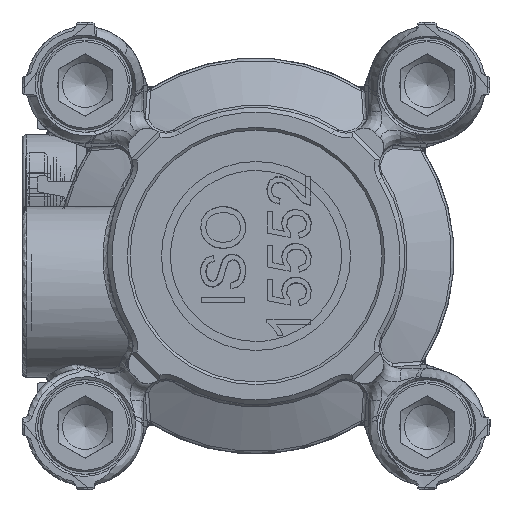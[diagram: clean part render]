
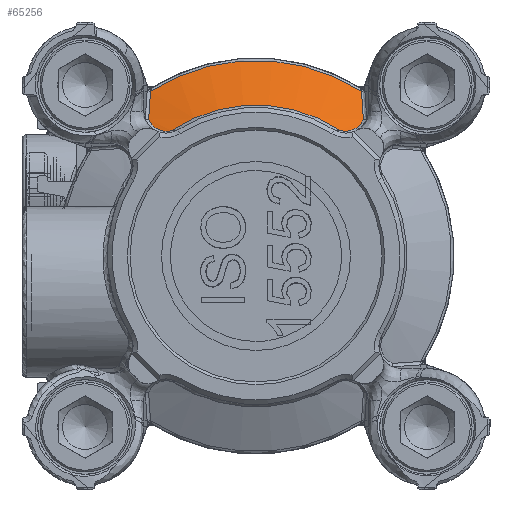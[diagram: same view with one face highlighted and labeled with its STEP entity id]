
A CAD part, front view. The second image highlights one B-rep face of the part: STEP entity #65256.
In plain terms, the highlighted conical face has half-angle 63.5 degrees and reference radius 21.723 mm.
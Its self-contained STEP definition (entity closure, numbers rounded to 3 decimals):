
#2502 = CARTESIAN_POINT ( 'NONE',  ( -11.552, 23.154, 14.577 ) ) ;
#3244 = CARTESIAN_POINT ( 'NONE',  ( 11.024, 22.821, 14.144 ) ) ;
#4413 = CARTESIAN_POINT ( 'NONE',  ( 10.158, 22.449, 13.862 ) ) ;
#6000 = CARTESIAN_POINT ( 'NONE',  ( -10.3, 22.498, 13.882 ) ) ;
#8113 = B_SPLINE_CURVE_WITH_KNOTS ( 'NONE', 3,
 ( #11882, #112704, #29660, #93184 ),
 .UNSPECIFIED., .F., .F.,
 ( 4, 4 ),
 ( 0., 1. ),
 .UNSPECIFIED. ) ;
#8411 = VERTEX_POINT ( 'NONE', #16798 ) ;
#10058 = ORIENTED_EDGE ( 'NONE', *, *, #75709, .F. ) ;
#10753 = DIRECTION ( 'NONE',  ( 0., 0., 1. ) ) ;
#11882 = CARTESIAN_POINT ( 'NONE',  ( 11.925, 23.494, 15.152 ) ) ;
#13226 = CARTESIAN_POINT ( 'NONE',  ( 11.82, 23.369, 14.916 ) ) ;
#14248 = CARTESIAN_POINT ( 'NONE',  ( -10.487, 22.571, 13.923 ) ) ;
#14420 = CARTESIAN_POINT ( 'NONE',  ( 10.303, 22.498, 13.88 ) ) ;
#14655 = ORIENTED_EDGE ( 'NONE', *, *, #21622, .T. ) ;
#15511 = CARTESIAN_POINT ( 'NONE',  ( -11.864, 23.865, 16.148 ) ) ;
#16006 = CARTESIAN_POINT ( 'NONE',  ( -9.372, 22.245, 13.915 ) ) ;
#16250 = CARTESIAN_POINT ( 'NONE',  ( 0., 24.711, 0. ) ) ;
#16694 = CARTESIAN_POINT ( 'NONE',  ( -11.925, 23.494, 15.152 ) ) ;
#16798 = CARTESIAN_POINT ( 'NONE',  ( 9.372, 22.245, 13.915 ) ) ;
#19161 = CARTESIAN_POINT ( 'NONE',  ( 9.936, 22.377, 13.846 ) ) ;
#19587 = DIRECTION ( 'NONE',  ( 0., 0., 1. ) ) ;
#20741 = CARTESIAN_POINT ( 'NONE',  ( -11.176, 22.907, 14.244 ) ) ;
#21622 = EDGE_CURVE ( 'NONE', #99925, #8411, #63509, .T. ) ;
#21734 = B_SPLINE_CURVE_WITH_KNOTS ( 'NONE', 3,
 ( #85551, #112712, #93797, #75619, #110428, #40238, #2502, #94380, #29670, #103286, #20741, #65609, #76791, #31960, #67930, #47913, #87842, #14248, #88432, #6000, #70237, #50245, #115614, #33121, #16006 ),
 .UNSPECIFIED., .F., .F.,
 ( 4, 2, 1, 2, 2, 2, 1, 2, 2, 2, 1, 2, 2, 4 ),
 ( 0., 0.125, 0.188, 0.219, 0.25, 0.375, 0.438, 0.469, 0.5, 0.625, 0.688, 0.719, 0.75, 1. ),
 .UNSPECIFIED. ) ;
#21847 = EDGE_CURVE ( 'NONE', #37862, #99925, #21734, .T. ) ;
#22656 = CARTESIAN_POINT ( 'NONE',  ( 10.14, 22.443, 13.86 ) ) ;
#23256 = CARTESIAN_POINT ( 'NONE',  ( 11.279, 22.969, 14.319 ) ) ;
#24641 = EDGE_CURVE ( 'NONE', #8411, #41107, #89032, .T. ) ;
#25331 = CARTESIAN_POINT ( 'NONE',  ( -9.372, 22.245, 13.915 ) ) ;
#26703 = DIRECTION ( 'NONE',  ( 0., 1., 0. ) ) ;
#28039 = CARTESIAN_POINT ( 'NONE',  ( 9.503, 22.267, 13.882 ) ) ;
#29660 = CARTESIAN_POINT ( 'NONE',  ( 11.796, 24.271, 17.193 ) ) ;
#29670 = CARTESIAN_POINT ( 'NONE',  ( -11.421, 23.059, 14.439 ) ) ;
#31537 = CARTESIAN_POINT ( 'NONE',  ( 11.13, 22.879, 14.208 ) ) ;
#31960 = CARTESIAN_POINT ( 'NONE',  ( -10.965, 22.791, 14.114 ) ) ;
#32711 = CARTESIAN_POINT ( 'NONE',  ( 11.352, 23.014, 14.379 ) ) ;
#33121 = CARTESIAN_POINT ( 'NONE',  ( -9.634, 22.29, 13.848 ) ) ;
#33375 = EDGE_LOOP ( 'NONE', ( #91245, #56760, #14655, #92526, #108022, #10058 ) ) ;
#33794 = AXIS2_PLACEMENT_3D ( 'NONE', #46163, #109234, #19587 ) ;
#37862 = VERTEX_POINT ( 'NONE', #55725 ) ;
#39243 = CARTESIAN_POINT ( 'NONE',  ( 10.705, 22.665, 13.994 ) ) ;
#40238 = CARTESIAN_POINT ( 'NONE',  ( -11.592, 23.184, 14.624 ) ) ;
#41107 = VERTEX_POINT ( 'NONE', #42954 ) ;
#42671 = AXIS2_PLACEMENT_3D ( 'NONE', #16250, #51632, #98115 ) ;
#42954 = CARTESIAN_POINT ( 'NONE',  ( 11.925, 23.494, 15.152 ) ) ;
#45573 = CARTESIAN_POINT ( 'NONE',  ( 0., 22.245, 0. ) ) ;
#46163 = CARTESIAN_POINT ( 'NONE',  ( 0., 24.711, 0. ) ) ;
#46327 = CARTESIAN_POINT ( 'NONE',  ( 10.054, 22.414, 13.852 ) ) ;
#47913 = CARTESIAN_POINT ( 'NONE',  ( -10.792, 22.704, 14.026 ) ) ;
#50245 = CARTESIAN_POINT ( 'NONE',  ( -10.207, 22.465, 13.867 ) ) ;
#50418 = CARTESIAN_POINT ( 'NONE',  ( 11.467, 23.092, 14.487 ) ) ;
#51632 = DIRECTION ( 'NONE',  ( 0., 1., 0. ) ) ;
#55725 = CARTESIAN_POINT ( 'NONE',  ( -11.925, 23.494, 15.152 ) ) ;
#56395 = EDGE_CURVE ( 'NONE', #41107, #94367, #8113, .T. ) ;
#56760 = ORIENTED_EDGE ( 'NONE', *, *, #21847, .T. ) ;
#57481 = CARTESIAN_POINT ( 'NONE',  ( 11.925, 23.494, 15.152 ) ) ;
#58604 = CARTESIAN_POINT ( 'NONE',  ( -11.721, 24.711, 18.289 ) ) ;
#62230 = CARTESIAN_POINT ( 'NONE',  ( 11.721, 24.711, 18.289 ) ) ;
#63157 = B_SPLINE_CURVE_WITH_KNOTS ( 'NONE', 3,
 ( #105718, #80909, #15511, #16694 ),
 .UNSPECIFIED., .F., .F.,
 ( 4, 4 ),
 ( 0., 1. ),
 .UNSPECIFIED. ) ;
#63509 = CIRCLE ( 'NONE', #108676, 16.777 ) ;
#64032 = CARTESIAN_POINT ( 'NONE',  ( 9.635, 22.296, 13.86 ) ) ;
#65256 = ADVANCED_FACE ( 'NONE', ( #98598 ), #84542, .T. ) ;
#65609 = CARTESIAN_POINT ( 'NONE',  ( -11.099, 22.863, 14.192 ) ) ;
#66933 = CARTESIAN_POINT ( 'NONE',  ( 11.68, 23.246, 14.711 ) ) ;
#67930 = CARTESIAN_POINT ( 'NONE',  ( -10.939, 22.778, 14.101 ) ) ;
#68659 = CARTESIAN_POINT ( 'NONE',  ( 10.614, 22.624, 13.962 ) ) ;
#70237 = CARTESIAN_POINT ( 'NONE',  ( -10.236, 22.475, 13.871 ) ) ;
#73438 = CARTESIAN_POINT ( 'NONE',  ( 10.106, 22.431, 13.857 ) ) ;
#74076 = VERTEX_POINT ( 'NONE', #58604 ) ;
#75619 = CARTESIAN_POINT ( 'NONE',  ( -11.707, 23.277, 14.769 ) ) ;
#75709 = EDGE_CURVE ( 'NONE', #74076, #94367, #93437, .T. ) ;
#75782 = CARTESIAN_POINT ( 'NONE',  ( 10.884, 22.751, 14.073 ) ) ;
#76791 = CARTESIAN_POINT ( 'NONE',  ( -11.019, 22.82, 14.145 ) ) ;
#77516 = CARTESIAN_POINT ( 'NONE',  ( 10.9, 22.758, 14.081 ) ) ;
#80909 = CARTESIAN_POINT ( 'NONE',  ( -11.796, 24.271, 17.193 ) ) ;
#84542 = CONICAL_SURFACE ( 'NONE', #33794, 21.723, 1.108 ) ;
#85551 = CARTESIAN_POINT ( 'NONE',  ( -11.925, 23.494, 15.152 ) ) ;
#86292 = CARTESIAN_POINT ( 'NONE',  ( 10.429, 22.546, 13.906 ) ) ;
#87842 = CARTESIAN_POINT ( 'NONE',  ( -10.672, 22.648, 13.978 ) ) ;
#88432 = CARTESIAN_POINT ( 'NONE',  ( -10.394, 22.534, 13.899 ) ) ;
#89032 = B_SPLINE_CURVE_WITH_KNOTS ( 'NONE', 3,
 ( #108833, #28039, #64032, #99947, #19161, #46327, #73438, #22656, #4413, #14420, #86292, #68659, #39243, #113451, #111155, #75782, #77516, #3244, #31537, #23256, #32711, #104613, #50418, #102873, #66933, #13226, #57481 ),
 .UNSPECIFIED., .F., .F.,
 ( 4, 2, 1, 1, 2, 2, 2, 1, 1, 2, 2, 2, 1, 2, 2, 4 ),
 ( 0., 0.125, 0.188, 0.219, 0.234, 0.25, 0.375, 0.438, 0.469, 0.484, 0.5, 0.625, 0.688, 0.719, 0.75, 1. ),
 .UNSPECIFIED. ) ;
#90125 = EDGE_CURVE ( 'NONE', #74076, #37862, #63157, .T. ) ;
#91245 = ORIENTED_EDGE ( 'NONE', *, *, #90125, .T. ) ;
#92526 = ORIENTED_EDGE ( 'NONE', *, *, #24641, .T. ) ;
#93184 = CARTESIAN_POINT ( 'NONE',  ( 11.721, 24.711, 18.289 ) ) ;
#93437 = CIRCLE ( 'NONE', #42671, 21.723 ) ;
#93797 = CARTESIAN_POINT ( 'NONE',  ( -11.811, 23.369, 14.924 ) ) ;
#94367 = VERTEX_POINT ( 'NONE', #62230 ) ;
#94380 = CARTESIAN_POINT ( 'NONE',  ( -11.532, 23.139, 14.555 ) ) ;
#98115 = DIRECTION ( 'NONE',  ( 0., 0., -1. ) ) ;
#98598 = FACE_OUTER_BOUND ( 'NONE', #33375, .T. ) ;
#99925 = VERTEX_POINT ( 'NONE', #25331 ) ;
#99947 = CARTESIAN_POINT ( 'NONE',  ( 9.835, 22.348, 13.848 ) ) ;
#102873 = CARTESIAN_POINT ( 'NONE',  ( 11.491, 23.109, 14.511 ) ) ;
#103286 = CARTESIAN_POINT ( 'NONE',  ( -11.326, 22.997, 14.355 ) ) ;
#104613 = CARTESIAN_POINT ( 'NONE',  ( 11.422, 23.061, 14.443 ) ) ;
#105718 = CARTESIAN_POINT ( 'NONE',  ( -11.721, 24.711, 18.289 ) ) ;
#108022 = ORIENTED_EDGE ( 'NONE', *, *, #56395, .T. ) ;
#108676 = AXIS2_PLACEMENT_3D ( 'NONE', #45573, #26703, #10753 ) ;
#108833 = CARTESIAN_POINT ( 'NONE',  ( 9.372, 22.245, 13.915 ) ) ;
#109234 = DIRECTION ( 'NONE',  ( 0., 1., 0. ) ) ;
#110428 = CARTESIAN_POINT ( 'NONE',  ( -11.652, 23.23, 14.695 ) ) ;
#111155 = CARTESIAN_POINT ( 'NONE',  ( 10.855, 22.736, 14.059 ) ) ;
#112704 = CARTESIAN_POINT ( 'NONE',  ( 11.864, 23.865, 16.148 ) ) ;
#112712 = CARTESIAN_POINT ( 'NONE',  ( -11.873, 23.432, 15.034 ) ) ;
#113451 = CARTESIAN_POINT ( 'NONE',  ( 10.81, 22.714, 14.038 ) ) ;
#115614 = CARTESIAN_POINT ( 'NONE',  ( -9.899, 22.359, 13.83 ) ) ;
